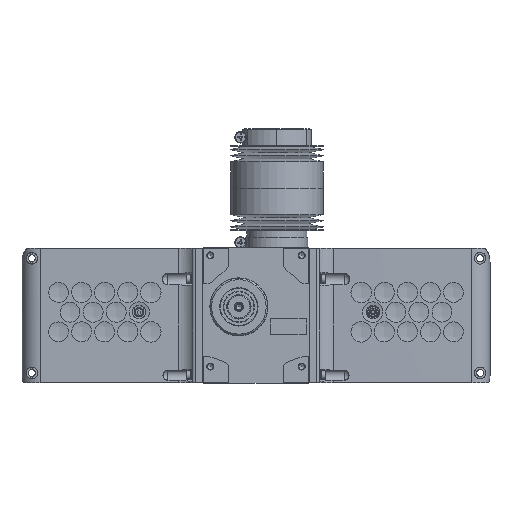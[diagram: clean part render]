
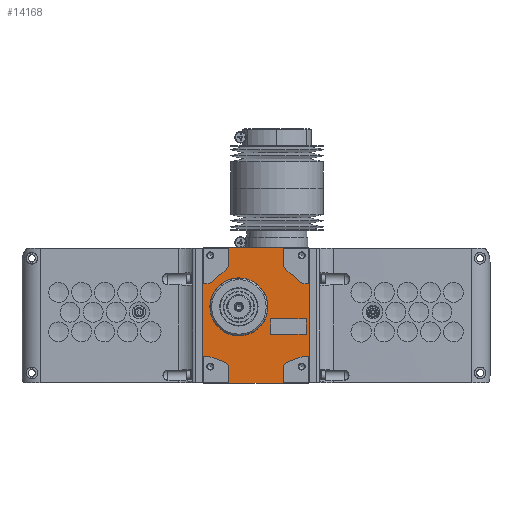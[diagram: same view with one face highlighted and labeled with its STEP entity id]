
A CAD part, top view. The second image highlights one B-rep face of the part: STEP entity #14168.
In plain terms, the highlighted planar face has unit normal (0, 0, 1).
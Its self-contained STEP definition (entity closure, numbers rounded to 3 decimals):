
#1471=LINE('',#25147,#2525);
#1485=LINE('',#25174,#2539);
#1499=LINE('',#25201,#2553);
#1513=LINE('',#25236,#2567);
#1598=LINE('',#25450,#2652);
#1601=LINE('',#25456,#2655);
#1602=LINE('',#25458,#2656);
#1605=LINE('',#25464,#2659);
#1606=LINE('',#25466,#2660);
#1609=LINE('',#25472,#2663);
#1610=LINE('',#25474,#2664);
#1613=LINE('',#25480,#2667);
#1616=LINE('',#25488,#2670);
#1619=LINE('',#25498,#2673);
#1622=LINE('',#25508,#2676);
#1625=LINE('',#25518,#2679);
#1626=LINE('',#25522,#2680);
#1627=LINE('',#25525,#2681);
#1628=LINE('',#25527,#2682);
#1629=LINE('',#25529,#2683);
#2525=VECTOR('',#19013,1000.);
#2539=VECTOR('',#19029,1000.);
#2553=VECTOR('',#19045,1000.);
#2567=VECTOR('',#19069,1000.);
#2652=VECTOR('',#19260,1000.);
#2655=VECTOR('',#19265,1000.);
#2656=VECTOR('',#19268,1000.);
#2659=VECTOR('',#19273,1000.);
#2660=VECTOR('',#19276,1000.);
#2663=VECTOR('',#19281,1000.);
#2664=VECTOR('',#19284,1000.);
#2667=VECTOR('',#19289,1000.);
#2670=VECTOR('',#19298,1000.);
#2673=VECTOR('',#19311,1000.);
#2676=VECTOR('',#19324,1000.);
#2679=VECTOR('',#19337,1000.);
#2680=VECTOR('',#19344,1000.);
#2681=VECTOR('',#19345,1000.);
#2682=VECTOR('',#19346,1000.);
#2683=VECTOR('',#19347,1000.);
#5933=ORIENTED_EDGE('',*,*,#8154,.F.);
#5934=ORIENTED_EDGE('',*,*,#8155,.F.);
#5935=ORIENTED_EDGE('',*,*,#8156,.F.);
#5936=ORIENTED_EDGE('',*,*,#8157,.F.);
#5937=ORIENTED_EDGE('',*,*,#8158,.T.);
#5938=ORIENTED_EDGE('',*,*,#8126,.T.);
#5939=ORIENTED_EDGE('',*,*,#7977,.T.);
#5940=ORIENTED_EDGE('',*,*,#8129,.T.);
#5941=ORIENTED_EDGE('',*,*,#8135,.F.);
#5942=ORIENTED_EDGE('',*,*,#8137,.T.);
#5943=ORIENTED_EDGE('',*,*,#8138,.F.);
#5944=ORIENTED_EDGE('',*,*,#8118,.T.);
#5945=ORIENTED_EDGE('',*,*,#8009,.T.);
#5946=ORIENTED_EDGE('',*,*,#8121,.T.);
#5947=ORIENTED_EDGE('',*,*,#8140,.F.);
#5948=ORIENTED_EDGE('',*,*,#8142,.T.);
#5949=ORIENTED_EDGE('',*,*,#8143,.F.);
#5950=ORIENTED_EDGE('',*,*,#8130,.T.);
#5951=ORIENTED_EDGE('',*,*,#7991,.T.);
#5952=ORIENTED_EDGE('',*,*,#8133,.T.);
#5953=ORIENTED_EDGE('',*,*,#8145,.F.);
#5954=ORIENTED_EDGE('',*,*,#8147,.T.);
#5955=ORIENTED_EDGE('',*,*,#8148,.F.);
#5956=ORIENTED_EDGE('',*,*,#8122,.T.);
#5957=ORIENTED_EDGE('',*,*,#7963,.T.);
#5958=ORIENTED_EDGE('',*,*,#8125,.T.);
#5959=ORIENTED_EDGE('',*,*,#8150,.F.);
#5960=ORIENTED_EDGE('',*,*,#8152,.T.);
#5961=ORIENTED_EDGE('',*,*,#8153,.F.);
#7963=EDGE_CURVE('',#9423,#9422,#1471,.T.);
#7977=EDGE_CURVE('',#9435,#9434,#1485,.T.);
#7991=EDGE_CURVE('',#9447,#9446,#1499,.T.);
#8009=EDGE_CURVE('',#9463,#9462,#1513,.T.);
#8118=EDGE_CURVE('',#9539,#9463,#1598,.T.);
#8121=EDGE_CURVE('',#9462,#9540,#1601,.T.);
#8122=EDGE_CURVE('',#9541,#9423,#1602,.T.);
#8125=EDGE_CURVE('',#9422,#9542,#1605,.T.);
#8126=EDGE_CURVE('',#9543,#9435,#1606,.T.);
#8129=EDGE_CURVE('',#9434,#9544,#1609,.T.);
#8130=EDGE_CURVE('',#9545,#9447,#1610,.T.);
#8133=EDGE_CURVE('',#9446,#9546,#1613,.T.);
#8135=EDGE_CURVE('',#9547,#9544,#10250,.T.);
#8137=EDGE_CURVE('',#9547,#9548,#1616,.T.);
#8138=EDGE_CURVE('',#9539,#9548,#10251,.T.);
#8140=EDGE_CURVE('',#9549,#9540,#10252,.T.);
#8142=EDGE_CURVE('',#9549,#9550,#1619,.T.);
#8143=EDGE_CURVE('',#9545,#9550,#10253,.T.);
#8145=EDGE_CURVE('',#9551,#9546,#10254,.T.);
#8147=EDGE_CURVE('',#9551,#9552,#1622,.T.);
#8148=EDGE_CURVE('',#9541,#9552,#10255,.T.);
#8150=EDGE_CURVE('',#9553,#9542,#10256,.T.);
#8152=EDGE_CURVE('',#9553,#9554,#1625,.T.);
#8153=EDGE_CURVE('',#9543,#9554,#10257,.T.);
#8154=EDGE_CURVE('',#9555,#9556,#1626,.T.);
#8155=EDGE_CURVE('',#9557,#9555,#1627,.T.);
#8156=EDGE_CURVE('',#9558,#9557,#1628,.T.);
#8157=EDGE_CURVE('',#9556,#9558,#1629,.T.);
#8158=EDGE_CURVE('',#9559,#9559,#10258,.T.);
#9422=VERTEX_POINT('',#25146);
#9423=VERTEX_POINT('',#25148);
#9434=VERTEX_POINT('',#25173);
#9435=VERTEX_POINT('',#25175);
#9446=VERTEX_POINT('',#25200);
#9447=VERTEX_POINT('',#25202);
#9462=VERTEX_POINT('',#25235);
#9463=VERTEX_POINT('',#25237);
#9539=VERTEX_POINT('',#25451);
#9540=VERTEX_POINT('',#25455);
#9541=VERTEX_POINT('',#25459);
#9542=VERTEX_POINT('',#25463);
#9543=VERTEX_POINT('',#25467);
#9544=VERTEX_POINT('',#25471);
#9545=VERTEX_POINT('',#25475);
#9546=VERTEX_POINT('',#25479);
#9547=VERTEX_POINT('',#25483);
#9548=VERTEX_POINT('',#25487);
#9549=VERTEX_POINT('',#25493);
#9550=VERTEX_POINT('',#25497);
#9551=VERTEX_POINT('',#25503);
#9552=VERTEX_POINT('',#25507);
#9553=VERTEX_POINT('',#25513);
#9554=VERTEX_POINT('',#25517);
#9555=VERTEX_POINT('',#25523);
#9556=VERTEX_POINT('',#25524);
#9557=VERTEX_POINT('',#25526);
#9558=VERTEX_POINT('',#25528);
#9559=VERTEX_POINT('',#25531);
#10250=CIRCLE('',#15628,6.923);
#10251=CIRCLE('',#15631,6.704);
#10252=CIRCLE('',#15633,6.704);
#10253=CIRCLE('',#15636,6.923);
#10254=CIRCLE('',#15638,6.857);
#10255=CIRCLE('',#15641,6.812);
#10256=CIRCLE('',#15643,6.812);
#10257=CIRCLE('',#15646,6.857);
#10258=CIRCLE('',#15648,25.06);
#11359=EDGE_LOOP('',(#5933,#5934,#5935,#5936));
#11360=EDGE_LOOP('',(#5937));
#11361=EDGE_LOOP('',(#5938,#5939,#5940,#5941,#5942,#5943,#5944,#5945,#5946,
#5947,#5948,#5949,#5950,#5951,#5952,#5953,#5954,#5955,#5956,#5957,#5958,
#5959,#5960,#5961));
#12659=FACE_BOUND('',#11359,.T.);
#12660=FACE_BOUND('',#11360,.T.);
#12661=FACE_BOUND('',#11361,.T.);
#13377=PLANE('',#15647);
#14168=ADVANCED_FACE('',(#12659,#12660,#12661),#13377,.T.);
#15628=AXIS2_PLACEMENT_3D('',#25484,#19293,#19294);
#15631=AXIS2_PLACEMENT_3D('',#25490,#19301,#19302);
#15633=AXIS2_PLACEMENT_3D('',#25494,#19306,#19307);
#15636=AXIS2_PLACEMENT_3D('',#25500,#19314,#19315);
#15638=AXIS2_PLACEMENT_3D('',#25504,#19319,#19320);
#15641=AXIS2_PLACEMENT_3D('',#25510,#19327,#19328);
#15643=AXIS2_PLACEMENT_3D('',#25514,#19332,#19333);
#15646=AXIS2_PLACEMENT_3D('',#25520,#19340,#19341);
#15647=AXIS2_PLACEMENT_3D('',#25521,#19342,#19343);
#15648=AXIS2_PLACEMENT_3D('',#25530,#19348,#19349);
#19013=DIRECTION('',(-1.,0.,0.));
#19029=DIRECTION('',(0.,-1.,0.));
#19045=DIRECTION('',(0.,1.,0.));
#19069=DIRECTION('',(1.,0.,0.));
#19260=DIRECTION('',(0.,-1.,0.));
#19265=DIRECTION('',(0.,1.,0.));
#19268=DIRECTION('',(0.,1.,0.));
#19273=DIRECTION('',(0.,-1.,0.));
#19276=DIRECTION('',(-1.,0.,0.));
#19281=DIRECTION('',(1.,0.,0.));
#19284=DIRECTION('',(1.,0.,0.));
#19289=DIRECTION('',(-1.,0.,0.));
#19293=DIRECTION('',(0.,0.,1.));
#19294=DIRECTION('',(1.,0.,0.));
#19298=DIRECTION('',(0.942,-0.334,0.));
#19301=DIRECTION('',(0.,0.,1.));
#19302=DIRECTION('',(1.,0.,0.));
#19306=DIRECTION('',(0.,0.,1.));
#19307=DIRECTION('',(1.,0.,0.));
#19311=DIRECTION('',(0.942,0.334,0.));
#19314=DIRECTION('',(0.,0.,1.));
#19315=DIRECTION('',(1.,0.,0.));
#19319=DIRECTION('',(0.,0.,1.));
#19320=DIRECTION('',(1.,0.,0.));
#19324=DIRECTION('',(-0.767,0.642,0.));
#19327=DIRECTION('',(0.,0.,1.));
#19328=DIRECTION('',(1.,0.,0.));
#19332=DIRECTION('',(0.,0.,1.));
#19333=DIRECTION('',(1.,0.,0.));
#19337=DIRECTION('',(-0.767,-0.642,0.));
#19340=DIRECTION('',(0.,0.,1.));
#19341=DIRECTION('',(1.,0.,0.));
#19342=DIRECTION('',(0.,0.,1.));
#19343=DIRECTION('',(1.,0.,0.));
#19344=DIRECTION('',(0.,-1.,0.));
#19345=DIRECTION('',(-1.,0.,0.));
#19346=DIRECTION('',(0.,1.,0.));
#19347=DIRECTION('',(1.,0.,0.));
#19348=DIRECTION('',(0.,0.,-1.));
#19349=DIRECTION('',(-1.,0.,0.));
#25146=CARTESIAN_POINT('',(-23.401,117.,27.));
#25147=CARTESIAN_POINT('',(23.401,117.,27.));
#25148=CARTESIAN_POINT('',(23.401,117.,27.));
#25173=CARTESIAN_POINT('',(-46.,23.099,27.));
#25174=CARTESIAN_POINT('',(-46.,85.901,27.));
#25175=CARTESIAN_POINT('',(-46.,85.901,27.));
#25200=CARTESIAN_POINT('',(46.,85.901,27.));
#25201=CARTESIAN_POINT('',(46.,23.099,27.));
#25202=CARTESIAN_POINT('',(46.,23.099,27.));
#25235=CARTESIAN_POINT('',(23.401,0.,27.));
#25236=CARTESIAN_POINT('',(-23.401,0.,27.));
#25237=CARTESIAN_POINT('',(-23.401,0.,27.));
#25450=CARTESIAN_POINT('',(-23.401,13.628,27.));
#25451=CARTESIAN_POINT('',(-23.401,13.628,27.));
#25455=CARTESIAN_POINT('',(23.401,13.628,27.));
#25456=CARTESIAN_POINT('',(23.401,0.,27.));
#25458=CARTESIAN_POINT('',(23.401,102.588,27.));
#25459=CARTESIAN_POINT('',(23.401,102.588,27.));
#25463=CARTESIAN_POINT('',(-23.401,102.588,27.));
#25464=CARTESIAN_POINT('',(-23.401,117.,27.));
#25466=CARTESIAN_POINT('',(-42.34,85.901,27.));
#25467=CARTESIAN_POINT('',(-42.34,85.901,27.));
#25471=CARTESIAN_POINT('',(-41.511,23.099,27.));
#25472=CARTESIAN_POINT('',(-46.,23.099,27.));
#25474=CARTESIAN_POINT('',(41.511,23.099,27.));
#25475=CARTESIAN_POINT('',(41.511,23.099,27.));
#25479=CARTESIAN_POINT('',(42.34,85.901,27.));
#25480=CARTESIAN_POINT('',(46.,85.901,27.));
#25483=CARTESIAN_POINT('',(-38.872,22.709,27.));
#25484=CARTESIAN_POINT('',(-41.187,16.184,27.));
#25487=CARTESIAN_POINT('',(-27.759,18.766,27.));
#25488=CARTESIAN_POINT('',(-38.872,22.709,27.));
#25490=CARTESIAN_POINT('',(-30.,12.448,27.));
#25493=CARTESIAN_POINT('',(27.759,18.766,27.));
#25494=CARTESIAN_POINT('',(30.,12.448,27.));
#25497=CARTESIAN_POINT('',(38.872,22.709,27.));
#25498=CARTESIAN_POINT('',(27.759,18.766,27.));
#25500=CARTESIAN_POINT('',(41.187,16.184,27.));
#25503=CARTESIAN_POINT('',(38.589,87.469,27.));
#25504=CARTESIAN_POINT('',(42.991,92.727,27.));
#25507=CARTESIAN_POINT('',(25.79,98.184,27.));
#25508=CARTESIAN_POINT('',(38.589,87.469,27.));
#25510=CARTESIAN_POINT('',(30.163,103.407,27.));
#25513=CARTESIAN_POINT('',(-25.79,98.184,27.));
#25514=CARTESIAN_POINT('',(-30.163,103.407,27.));
#25517=CARTESIAN_POINT('',(-38.589,87.469,27.));
#25518=CARTESIAN_POINT('',(-25.79,98.184,27.));
#25520=CARTESIAN_POINT('',(-42.991,92.727,27.));
#25521=CARTESIAN_POINT('',(-41.187,16.184,27.));
#25522=CARTESIAN_POINT('',(12.8,16.184,27.));
#25523=CARTESIAN_POINT('',(12.8,55.659,27.));
#25524=CARTESIAN_POINT('',(12.8,42.341,27.));
#25525=CARTESIAN_POINT('',(-41.187,55.659,27.));
#25526=CARTESIAN_POINT('',(43.2,55.659,27.));
#25527=CARTESIAN_POINT('',(43.2,16.184,27.));
#25528=CARTESIAN_POINT('',(43.2,42.341,27.));
#25529=CARTESIAN_POINT('',(-41.187,42.341,27.));
#25530=CARTESIAN_POINT('',(-14.76,66.,27.));
#25531=CARTESIAN_POINT('',(-39.82,66.,27.));
